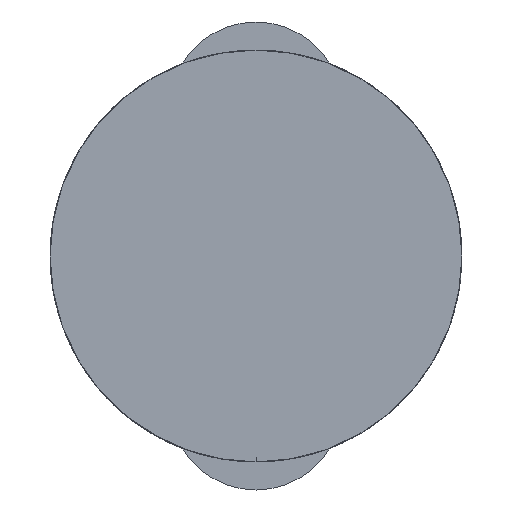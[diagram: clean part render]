
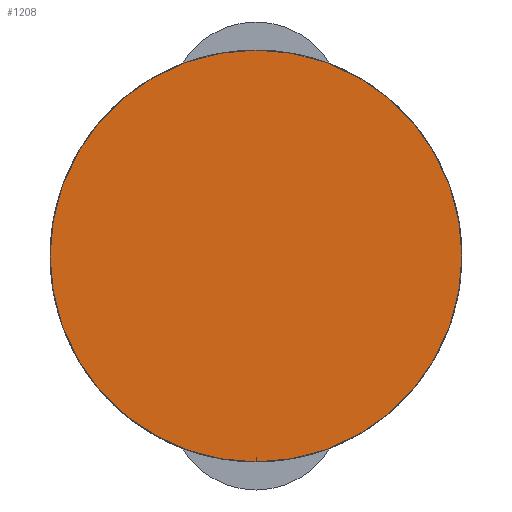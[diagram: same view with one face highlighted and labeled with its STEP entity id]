
A CAD part, front view. The second image highlights one B-rep face of the part: STEP entity #1208.
In plain terms, the highlighted planar face has unit normal (0, -1, 0).
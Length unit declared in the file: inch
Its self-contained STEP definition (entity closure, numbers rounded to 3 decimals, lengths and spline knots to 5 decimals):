
#1=CARTESIAN_POINT('',(0.,0.,0.));
#2=DIRECTION('',(0.,1.,0.));
#3=DIRECTION('',(1.,0.,0.));
#4=AXIS2_PLACEMENT_3D('',#1,#2,#3);
#503=CARTESIAN_POINT('',(0.,0.,0.));
#504=DIRECTION('',(0.,-1.,0.));
#505=DIRECTION('',(1.,0.,0.));
#506=AXIS2_PLACEMENT_3D('',#503,#504,#505);
#1131=CARTESIAN_POINT('',(0.,0.,-0.275));
#1133=VERTEX_POINT('',#1131);
#1158=CARTESIAN_POINT('',(0.275,0.,0.));
#1159=VERTEX_POINT('',#1158);
#1197=CARTESIAN_POINT('',(0.,0.,0.));
#1198=DIRECTION('',(0.,1.,0.));
#1199=DIRECTION('',(1.,0.,0.));
#1200=AXIS2_PLACEMENT_3D('',#1197,#1198,#1199);
#1201=PLANE('',#1200);
#1203=ORIENTED_EDGE('',*,*,#1202,.T.);
#1205=ORIENTED_EDGE('',*,*,#1204,.F.);
#1206=EDGE_LOOP('',(#1203,#1205));
#1207=FACE_OUTER_BOUND('',#1206,.F.);
#1208=ADVANCED_FACE('',(#1207),#1201,.F.);
#5=CIRCLE('',#4,0.275);
#507=CIRCLE('',#506,0.275);
#1202=EDGE_CURVE('',#1159,#1133,#5,.T.);
#1204=EDGE_CURVE('',#1159,#1133,#507,.T.);
